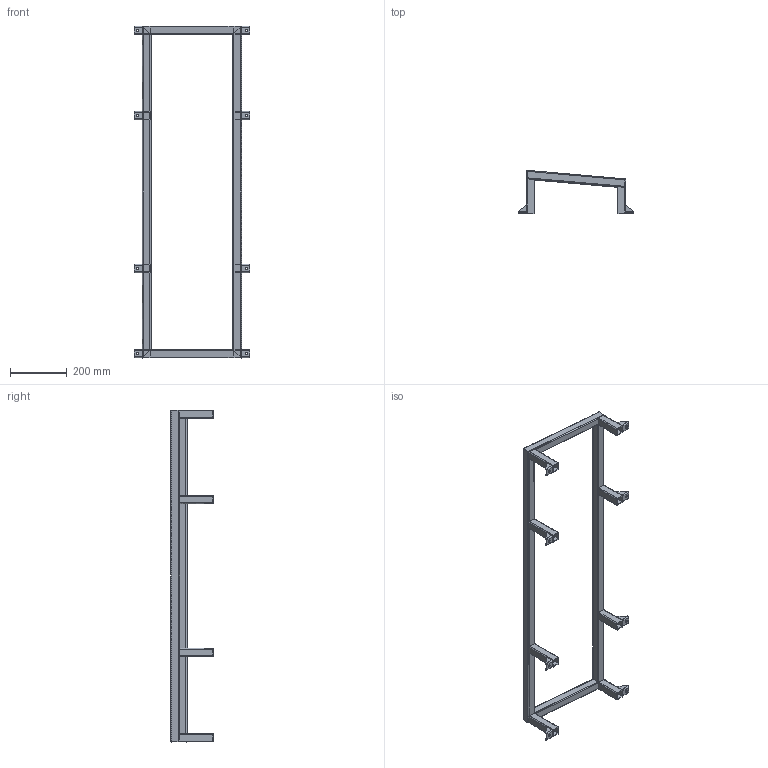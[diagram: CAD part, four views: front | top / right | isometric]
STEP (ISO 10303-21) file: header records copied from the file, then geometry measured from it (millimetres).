
FILE_DESCRIPTION(/* description */ (''),/* implementation_level */ '2;1');
FILE_NAME(/* name */ 'P5',/* time_stamp */ '2017-08-10T20:36:02+02:00',/* author */ (''),/* organization */ (''),/* preprocessor_version */ 'ST-DEVELOPER v15',/* originating_system */ '',/* authorisation */ '');
FILE_SCHEMA (('CONFIG_CONTROL_DESIGN'));
Length unit declared in the file: millimetre
Products named in the file (1): Document
Bounding box: 410 x 150.94 x 1174 mm (x, y, z)
Volume: 1224484 mm3; surface area: 830072.7 mm2
Topology: 20 solids, 20 shells, 408 faces, 992 edges, 624 vertices
Faces by surface type: plane 264, bspline 144
Entity records: 12908 total; most frequent: CARTESIAN_POINT 6250, ORIENTED_EDGE 1984, EDGE_CURVE 992, B_SPLINE_CURVE_WITH_KNOTS 832, VERTEX_POINT 624, EDGE_LOOP 448, ADVANCED_FACE 408, FACE_OUTER_BOUND 408
